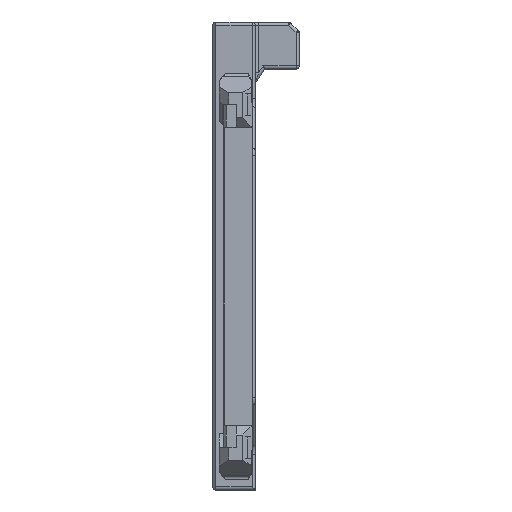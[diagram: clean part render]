
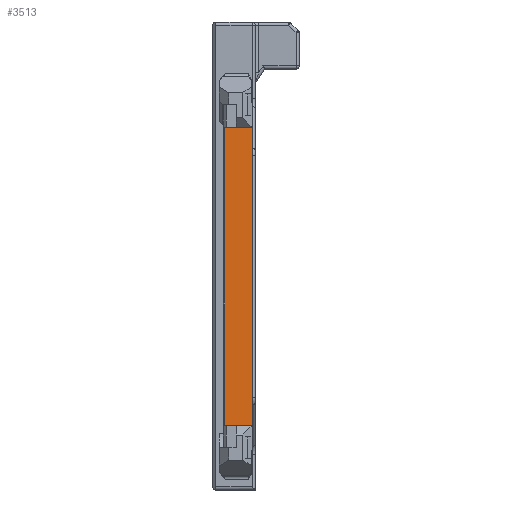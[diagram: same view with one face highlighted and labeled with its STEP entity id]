
A CAD part, left-side view. The second image highlights one B-rep face of the part: STEP entity #3513.
In plain terms, the highlighted planar face has unit normal (-1, 0, 0).
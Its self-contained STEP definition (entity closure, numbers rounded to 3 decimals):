
#2 = DIRECTION ( 'NONE',  ( -1., 0., 0. ) ) ;
#33 = VECTOR ( 'NONE', #386, 1000. ) ;
#41 = LINE ( 'NONE', #1626, #6823 ) ;
#226 = EDGE_CURVE ( 'NONE', #5097, #5128, #41, .T. ) ;
#386 = DIRECTION ( 'NONE',  ( 0., 0., -1. ) ) ;
#492 = DIRECTION ( 'NONE',  ( 0., 0., -1. ) ) ;
#515 = ORIENTED_EDGE ( 'NONE', *, *, #7123, .T. ) ;
#549 = LINE ( 'NONE', #7622, #2120 ) ;
#653 = EDGE_CURVE ( 'NONE', #938, #5097, #5288, .T. ) ;
#925 = CARTESIAN_POINT ( 'NONE',  ( -13.95, 0.87, 5.475 ) ) ;
#938 = VERTEX_POINT ( 'NONE', #5963 ) ;
#949 = VECTOR ( 'NONE', #1560, 1000. ) ;
#1000 = VERTEX_POINT ( 'NONE', #5620 ) ;
#1087 = EDGE_CURVE ( 'NONE', #6790, #1627, #5696, .T. ) ;
#1097 = ORIENTED_EDGE ( 'NONE', *, *, #3478, .T. ) ;
#1278 = CARTESIAN_POINT ( 'NONE',  ( -13.95, 0.87, 2.605 ) ) ;
#1560 = DIRECTION ( 'NONE',  ( 0., 1., 0. ) ) ;
#1626 = CARTESIAN_POINT ( 'NONE',  ( -13.95, 0.87, 3.826 ) ) ;
#1627 = VERTEX_POINT ( 'NONE', #7187 ) ;
#1725 = ORIENTED_EDGE ( 'NONE', *, *, #7808, .T. ) ;
#1875 = AXIS2_PLACEMENT_3D ( 'NONE', #7190, #2, #4610 ) ;
#2120 = VECTOR ( 'NONE', #8247, 1000. ) ;
#2510 = VECTOR ( 'NONE', #3664, 1000. ) ;
#3330 = CARTESIAN_POINT ( 'NONE',  ( -13.95, 0.13, 4.75 ) ) ;
#3478 = EDGE_CURVE ( 'NONE', #5128, #6790, #7868, .T. ) ;
#3513 = ADVANCED_FACE ( 'NONE', ( #5992 ), #3946, .T. ) ;
#3664 = DIRECTION ( 'NONE',  ( 0., 0., 1. ) ) ;
#3795 = CARTESIAN_POINT ( 'NONE',  ( -13.95, 0., 4.75 ) ) ;
#3876 = LINE ( 'NONE', #3330, #7128 ) ;
#3936 = VECTOR ( 'NONE', #4984, 1000. ) ;
#3946 = PLANE ( 'NONE',  #1875 ) ;
#3986 = DIRECTION ( 'NONE',  ( 0., 1., 0. ) ) ;
#4488 = ORIENTED_EDGE ( 'NONE', *, *, #1087, .T. ) ;
#4610 = DIRECTION ( 'NONE',  ( 0., 0., 1. ) ) ;
#4882 = ORIENTED_EDGE ( 'NONE', *, *, #4920, .T. ) ;
#4920 = EDGE_CURVE ( 'NONE', #1627, #1000, #549, .T. ) ;
#4984 = DIRECTION ( 'NONE',  ( 0., 0., -1. ) ) ;
#5013 = CARTESIAN_POINT ( 'NONE',  ( -13.95, 0.92, -4.745 ) ) ;
#5097 = VERTEX_POINT ( 'NONE', #1278 ) ;
#5128 = VERTEX_POINT ( 'NONE', #7830 ) ;
#5288 = LINE ( 'NONE', #925, #33 ) ;
#5620 = CARTESIAN_POINT ( 'NONE',  ( -13.95, 0., -4.75 ) ) ;
#5696 = LINE ( 'NONE', #5013, #3936 ) ;
#5790 = LINE ( 'NONE', #8152, #2510 ) ;
#5954 = ORIENTED_EDGE ( 'NONE', *, *, #226, .T. ) ;
#5963 = CARTESIAN_POINT ( 'NONE',  ( -13.95, 0.87, 4.75 ) ) ;
#5992 = FACE_OUTER_BOUND ( 'NONE', #7317, .T. ) ;
#6143 = ORIENTED_EDGE ( 'NONE', *, *, #653, .T. ) ;
#6280 = CARTESIAN_POINT ( 'NONE',  ( -13.95, 0.92, -4.745 ) ) ;
#6790 = VERTEX_POINT ( 'NONE', #6280 ) ;
#6823 = VECTOR ( 'NONE', #492, 1000. ) ;
#6951 = VERTEX_POINT ( 'NONE', #3795 ) ;
#7123 = EDGE_CURVE ( 'NONE', #6951, #938, #3876, .T. ) ;
#7128 = VECTOR ( 'NONE', #3986, 1000. ) ;
#7187 = CARTESIAN_POINT ( 'NONE',  ( -13.95, 0.92, -4.75 ) ) ;
#7190 = CARTESIAN_POINT ( 'NONE',  ( -13.95, 0.92, 5.475 ) ) ;
#7317 = EDGE_LOOP ( 'NONE', ( #515, #6143, #5954, #1097, #4488, #4882, #1725 ) ) ;
#7418 = CARTESIAN_POINT ( 'NONE',  ( -13.95, 0.75, -4.745 ) ) ;
#7622 = CARTESIAN_POINT ( 'NONE',  ( -13.95, 0.4, -4.75 ) ) ;
#7808 = EDGE_CURVE ( 'NONE', #1000, #6951, #5790, .T. ) ;
#7830 = CARTESIAN_POINT ( 'NONE',  ( -13.95, 0.87, -4.745 ) ) ;
#7868 = LINE ( 'NONE', #7418, #949 ) ;
#8152 = CARTESIAN_POINT ( 'NONE',  ( -13.95, 0., 4.75 ) ) ;
#8247 = DIRECTION ( 'NONE',  ( 0., -1., 0. ) ) ;
